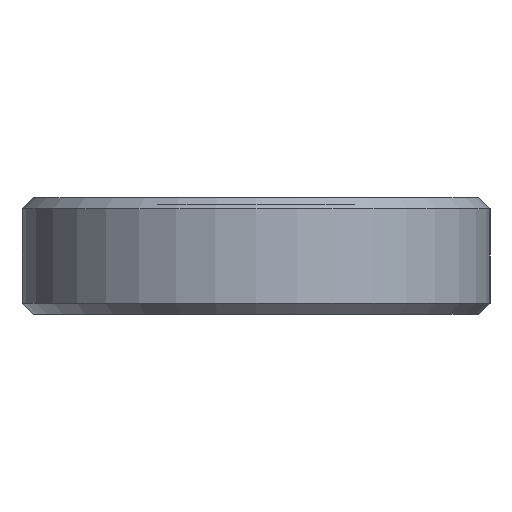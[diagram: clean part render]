
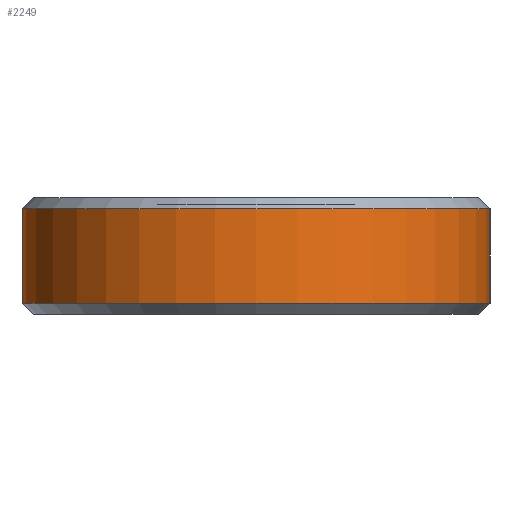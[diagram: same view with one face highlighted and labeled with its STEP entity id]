
A CAD part, left-side view. The second image highlights one B-rep face of the part: STEP entity #2249.
In plain terms, the highlighted cylindrical face has radius 6.25 mm (diameter 12.5 mm), a partial arc.
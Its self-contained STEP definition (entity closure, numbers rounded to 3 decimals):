
#45 = CONICAL_SURFACE('',#46,6.25,0.785);
#46 = AXIS2_PLACEMENT_3D('',#47,#48,#49);
#47 = CARTESIAN_POINT('',(0.,0.,0.3));
#48 = DIRECTION('',(0.,0.,1.));
#49 = DIRECTION('',(0.,1.,0.));
#826 = VERTEX_POINT('',#827);
#827 = CARTESIAN_POINT('',(0.,6.25,0.3));
#850 = VERTEX_POINT('',#851);
#851 = CARTESIAN_POINT('',(0.,-6.25,0.3));
#872 = EDGE_CURVE('',#826,#850,#873,.T.);
#873 = SURFACE_CURVE('',#874,(#879,#886),.PCURVE_S1.);
#874 = CIRCLE('',#875,6.25);
#875 = AXIS2_PLACEMENT_3D('',#876,#877,#878);
#876 = CARTESIAN_POINT('',(0.,0.,0.3));
#877 = DIRECTION('',(0.,-0.,1.));
#878 = DIRECTION('',(0.,1.,0.));
#879 = PCURVE('',#45,#880);
#880 = DEFINITIONAL_REPRESENTATION('',(#881),#885);
#881 = LINE('',#882,#883);
#882 = CARTESIAN_POINT('',(0.,0.));
#883 = VECTOR('',#884,1.);
#884 = DIRECTION('',(1.,0.));
#885 = ( GEOMETRIC_REPRESENTATION_CONTEXT(2) 
PARAMETRIC_REPRESENTATION_CONTEXT() REPRESENTATION_CONTEXT('2D SPACE',''
  ) );
#886 = PCURVE('',#887,#892);
#887 = CYLINDRICAL_SURFACE('',#888,6.25);
#888 = AXIS2_PLACEMENT_3D('',#889,#890,#891);
#889 = CARTESIAN_POINT('',(0.,0.,0.));
#890 = DIRECTION('',(-0.,-0.,-1.));
#891 = DIRECTION('',(1.,0.,0.));
#892 = DEFINITIONAL_REPRESENTATION('',(#893),#897);
#893 = LINE('',#894,#895);
#894 = CARTESIAN_POINT('',(-1.571,-0.3));
#895 = VECTOR('',#896,1.);
#896 = DIRECTION('',(-1.,0.));
#897 = ( GEOMETRIC_REPRESENTATION_CONTEXT(2) 
PARAMETRIC_REPRESENTATION_CONTEXT() REPRESENTATION_CONTEXT('2D SPACE',''
  ) );
#941 = PLANE('',#942);
#942 = AXIS2_PLACEMENT_3D('',#943,#944,#945);
#943 = CARTESIAN_POINT('',(0.,6.25,0.));
#944 = DIRECTION('',(0.,1.,0.));
#945 = DIRECTION('',(1.,0.,0.));
#995 = PLANE('',#996);
#996 = AXIS2_PLACEMENT_3D('',#997,#998,#999);
#997 = CARTESIAN_POINT('',(0.,-6.25,0.));
#998 = DIRECTION('',(0.,1.,0.));
#999 = DIRECTION('',(1.,0.,0.));
#2249 = ADVANCED_FACE('',(#2250),#887,.T.);
#2250 = FACE_BOUND('',#2251,.F.);
#2251 = EDGE_LOOP('',(#2252,#2275,#2304,#2325));
#2252 = ORIENTED_EDGE('',*,*,#2253,.T.);
#2253 = EDGE_CURVE('',#826,#2254,#2256,.T.);
#2254 = VERTEX_POINT('',#2255);
#2255 = CARTESIAN_POINT('',(0.,6.25,2.825));
#2256 = SURFACE_CURVE('',#2257,(#2261,#2268),.PCURVE_S1.);
#2257 = LINE('',#2258,#2259);
#2258 = CARTESIAN_POINT('',(0.,6.25,0.));
#2259 = VECTOR('',#2260,1.);
#2260 = DIRECTION('',(0.,0.,1.));
#2261 = PCURVE('',#887,#2262);
#2262 = DEFINITIONAL_REPRESENTATION('',(#2263),#2267);
#2263 = LINE('',#2264,#2265);
#2264 = CARTESIAN_POINT('',(-1.571,0.));
#2265 = VECTOR('',#2266,1.);
#2266 = DIRECTION('',(-0.,-1.));
#2267 = ( GEOMETRIC_REPRESENTATION_CONTEXT(2) 
PARAMETRIC_REPRESENTATION_CONTEXT() REPRESENTATION_CONTEXT('2D SPACE',''
  ) );
#2268 = PCURVE('',#941,#2269);
#2269 = DEFINITIONAL_REPRESENTATION('',(#2270),#2274);
#2270 = LINE('',#2271,#2272);
#2271 = CARTESIAN_POINT('',(0.,0.));
#2272 = VECTOR('',#2273,1.);
#2273 = DIRECTION('',(0.,-1.));
#2274 = ( GEOMETRIC_REPRESENTATION_CONTEXT(2) 
PARAMETRIC_REPRESENTATION_CONTEXT() REPRESENTATION_CONTEXT('2D SPACE',''
  ) );
#2275 = ORIENTED_EDGE('',*,*,#2276,.T.);
#2276 = EDGE_CURVE('',#2254,#2277,#2279,.T.);
#2277 = VERTEX_POINT('',#2278);
#2278 = CARTESIAN_POINT('',(0.,-6.25,2.825));
#2279 = SURFACE_CURVE('',#2280,(#2285,#2292),.PCURVE_S1.);
#2280 = CIRCLE('',#2281,6.25);
#2281 = AXIS2_PLACEMENT_3D('',#2282,#2283,#2284);
#2282 = CARTESIAN_POINT('',(0.,0.,2.825));
#2283 = DIRECTION('',(0.,-0.,1.));
#2284 = DIRECTION('',(0.,1.,0.));
#2285 = PCURVE('',#887,#2286);
#2286 = DEFINITIONAL_REPRESENTATION('',(#2287),#2291);
#2287 = LINE('',#2288,#2289);
#2288 = CARTESIAN_POINT('',(-1.571,-2.825));
#2289 = VECTOR('',#2290,1.);
#2290 = DIRECTION('',(-1.,0.));
#2291 = ( GEOMETRIC_REPRESENTATION_CONTEXT(2) 
PARAMETRIC_REPRESENTATION_CONTEXT() REPRESENTATION_CONTEXT('2D SPACE',''
  ) );
#2292 = PCURVE('',#2293,#2298);
#2293 = CONICAL_SURFACE('',#2294,6.25,0.785);
#2294 = AXIS2_PLACEMENT_3D('',#2295,#2296,#2297);
#2295 = CARTESIAN_POINT('',(0.,0.,2.825));
#2296 = DIRECTION('',(-0.,-0.,-1.));
#2297 = DIRECTION('',(0.,1.,0.));
#2298 = DEFINITIONAL_REPRESENTATION('',(#2299),#2303);
#2299 = LINE('',#2300,#2301);
#2300 = CARTESIAN_POINT('',(-0.,-0.));
#2301 = VECTOR('',#2302,1.);
#2302 = DIRECTION('',(-1.,-0.));
#2303 = ( GEOMETRIC_REPRESENTATION_CONTEXT(2) 
PARAMETRIC_REPRESENTATION_CONTEXT() REPRESENTATION_CONTEXT('2D SPACE',''
  ) );
#2304 = ORIENTED_EDGE('',*,*,#2305,.F.);
#2305 = EDGE_CURVE('',#850,#2277,#2306,.T.);
#2306 = SURFACE_CURVE('',#2307,(#2311,#2318),.PCURVE_S1.);
#2307 = LINE('',#2308,#2309);
#2308 = CARTESIAN_POINT('',(0.,-6.25,0.));
#2309 = VECTOR('',#2310,1.);
#2310 = DIRECTION('',(0.,0.,1.));
#2311 = PCURVE('',#887,#2312);
#2312 = DEFINITIONAL_REPRESENTATION('',(#2313),#2317);
#2313 = LINE('',#2314,#2315);
#2314 = CARTESIAN_POINT('',(-4.712,0.));
#2315 = VECTOR('',#2316,1.);
#2316 = DIRECTION('',(-0.,-1.));
#2317 = ( GEOMETRIC_REPRESENTATION_CONTEXT(2) 
PARAMETRIC_REPRESENTATION_CONTEXT() REPRESENTATION_CONTEXT('2D SPACE',''
  ) );
#2318 = PCURVE('',#995,#2319);
#2319 = DEFINITIONAL_REPRESENTATION('',(#2320),#2324);
#2320 = LINE('',#2321,#2322);
#2321 = CARTESIAN_POINT('',(0.,0.));
#2322 = VECTOR('',#2323,1.);
#2323 = DIRECTION('',(0.,-1.));
#2324 = ( GEOMETRIC_REPRESENTATION_CONTEXT(2) 
PARAMETRIC_REPRESENTATION_CONTEXT() REPRESENTATION_CONTEXT('2D SPACE',''
  ) );
#2325 = ORIENTED_EDGE('',*,*,#872,.F.);
